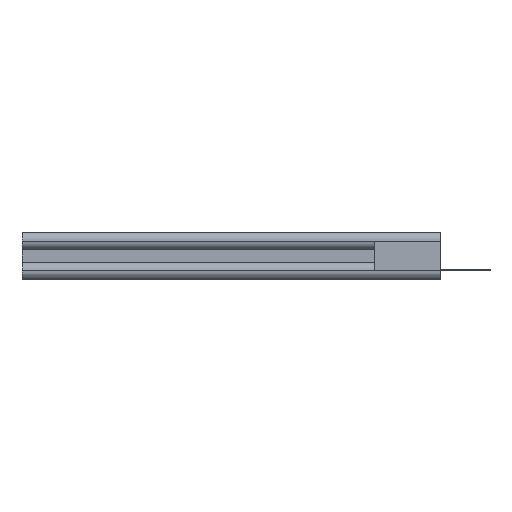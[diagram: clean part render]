
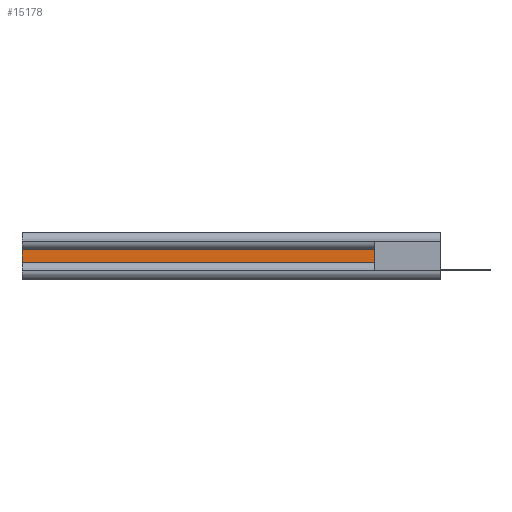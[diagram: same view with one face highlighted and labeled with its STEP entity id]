
A CAD part, left-side view. The second image highlights one B-rep face of the part: STEP entity #15178.
In plain terms, the highlighted planar face has unit normal (-1, 0, 0).
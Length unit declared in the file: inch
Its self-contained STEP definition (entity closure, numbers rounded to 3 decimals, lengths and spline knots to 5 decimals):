
#487 = EDGE_CURVE ( 'NONE', #6159, #3098, #5972, .T. ) ;
#910 = CARTESIAN_POINT ( 'NONE',  ( 0.044, 0.37012, -0.0465 ) ) ;
#1411 = VECTOR ( 'NONE', #10879, 39.37008 ) ;
#1718 = EDGE_LOOP ( 'NONE', ( #8053, #9064, #20228, #5014 ) ) ;
#2645 = AXIS2_PLACEMENT_3D ( 'NONE', #5875, #14299, #9245 ) ;
#3098 = VERTEX_POINT ( 'NONE', #15277 ) ;
#3678 = LINE ( 'NONE', #8821, #20476 ) ;
#4141 = VERTEX_POINT ( 'NONE', #6666 ) ;
#4379 = VECTOR ( 'NONE', #14769, 39.37008 ) ;
#5014 = ORIENTED_EDGE ( 'NONE', *, *, #20762, .F. ) ;
#5875 = CARTESIAN_POINT ( 'NONE',  ( 0.044, 0.37012, -0.0465 ) ) ;
#5972 = LINE ( 'NONE', #12689, #1411 ) ;
#6159 = VERTEX_POINT ( 'NONE', #14423 ) ;
#6666 = CARTESIAN_POINT ( 'NONE',  ( 0.044, 0.473, 0.0465 ) ) ;
#7559 = PLANE ( 'NONE',  #2645 ) ;
#8053 = ORIENTED_EDGE ( 'NONE', *, *, #16418, .T. ) ;
#8821 = CARTESIAN_POINT ( 'NONE',  ( 0.044, 0.473, -0.0465 ) ) ;
#9064 = ORIENTED_EDGE ( 'NONE', *, *, #487, .T. ) ;
#9245 = DIRECTION ( 'NONE',  ( 0., 0., -1. ) ) ;
#9358 = LINE ( 'NONE', #13088, #4379 ) ;
#10472 = FACE_OUTER_BOUND ( 'NONE', #1718, .T. ) ;
#10879 = DIRECTION ( 'NONE',  ( 0., 0., -1. ) ) ;
#12689 = CARTESIAN_POINT ( 'NONE',  ( 0.044, 3., -0.0465 ) ) ;
#13088 = CARTESIAN_POINT ( 'NONE',  ( 0.044, 0.37012, 0.0465 ) ) ;
#13423 = LINE ( 'NONE', #910, #17320 ) ;
#14299 = DIRECTION ( 'NONE',  ( 1., 0., 0. ) ) ;
#14423 = CARTESIAN_POINT ( 'NONE',  ( 0.044, 3., 0.0465 ) ) ;
#14516 = DIRECTION ( 'NONE',  ( 0., 1., 0. ) ) ;
#14769 = DIRECTION ( 'NONE',  ( 0., 1., 0. ) ) ;
#15178 = ADVANCED_FACE ( 'NONE', ( #10472 ), #7559, .F. ) ;
#15224 = EDGE_CURVE ( 'NONE', #20086, #3098, #13423, .T. ) ;
#15277 = CARTESIAN_POINT ( 'NONE',  ( 0.044, 3., -0.0465 ) ) ;
#16418 = EDGE_CURVE ( 'NONE', #4141, #6159, #9358, .T. ) ;
#17229 = DIRECTION ( 'NONE',  ( 0., 0., -1. ) ) ;
#17320 = VECTOR ( 'NONE', #14516, 39.37008 ) ;
#18646 = CARTESIAN_POINT ( 'NONE',  ( 0.044, 0.473, -0.0465 ) ) ;
#20086 = VERTEX_POINT ( 'NONE', #18646 ) ;
#20228 = ORIENTED_EDGE ( 'NONE', *, *, #15224, .F. ) ;
#20476 = VECTOR ( 'NONE', #17229, 39.37008 ) ;
#20762 = EDGE_CURVE ( 'NONE', #4141, #20086, #3678, .T. ) ;
